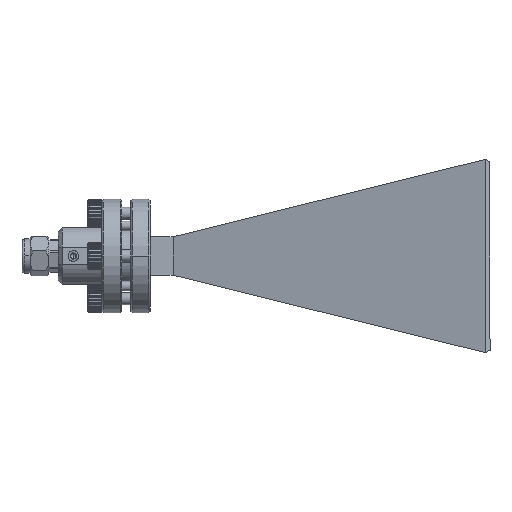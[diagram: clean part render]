
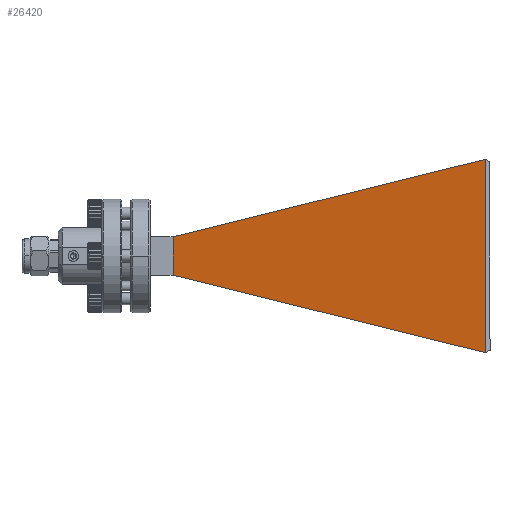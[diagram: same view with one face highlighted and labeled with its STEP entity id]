
A CAD part, front view. The second image highlights one B-rep face of the part: STEP entity #26420.
In plain terms, the highlighted planar face has unit normal (-0.204, -0.979, 0).
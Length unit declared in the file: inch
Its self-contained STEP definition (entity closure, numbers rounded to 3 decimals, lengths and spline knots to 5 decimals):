
#187 = ORIENTED_EDGE ( 'NONE', *, *, #30604, .T. ) ;
#1455 = CARTESIAN_POINT ( 'NONE',  ( -0.73538, -0.2312, -0.11266 ) ) ;
#1503 = CARTESIAN_POINT ( 'NONE',  ( 1.32525, -0.66157, 0.01434 ) ) ;
#3247 = DIRECTION ( 'NONE',  ( -0.204, -0.979, 0. ) ) ;
#4463 = CARTESIAN_POINT ( 'NONE',  ( 1.32525, -0.66157, -0.62338 ) ) ;
#5982 = CARTESIAN_POINT ( 'NONE',  ( 1.02256, -0.59835, 0.01434 ) ) ;
#7456 = CARTESIAN_POINT ( 'NONE',  ( 1.32525, -0.66157, 0.65206 ) ) ;
#7779 = AXIS2_PLACEMENT_3D ( 'NONE', #5982, #3247, #17880 ) ;
#8685 = ORIENTED_EDGE ( 'NONE', *, *, #29387, .T. ) ;
#9995 = CARTESIAN_POINT ( 'NONE',  ( -0.73538, -0.2312, 0.01434 ) ) ;
#10446 = LINE ( 'NONE', #9995, #25645 ) ;
#14339 = FACE_OUTER_BOUND ( 'NONE', #33083, .T. ) ;
#14658 = CARTESIAN_POINT ( 'NONE',  ( -0.73538, -0.2312, -0.11266 ) ) ;
#15215 = VECTOR ( 'NONE', #15673, 39.37008 ) ;
#15673 = DIRECTION ( 'NONE',  ( 0., 0., 1. ) ) ;
#16292 = DIRECTION ( 'NONE',  ( 0., 0., -1. ) ) ;
#17880 = DIRECTION ( 'NONE',  ( 0.979, -0.204, 0. ) ) ;
#18921 = ORIENTED_EDGE ( 'NONE', *, *, #26704, .T. ) ;
#20300 = VERTEX_POINT ( 'NONE', #4463 ) ;
#21161 = VECTOR ( 'NONE', #21707, 39.37008 ) ;
#21707 = DIRECTION ( 'NONE',  ( 0.951, -0.199, -0.236 ) ) ;
#22289 = CARTESIAN_POINT ( 'NONE',  ( 1.32525, -0.66157, 0.65206 ) ) ;
#22877 = LINE ( 'NONE', #22289, #23317 ) ;
#23317 = VECTOR ( 'NONE', #36919, 39.37008 ) ;
#25645 = VECTOR ( 'NONE', #16292, 39.37008 ) ;
#26341 = CARTESIAN_POINT ( 'NONE',  ( -0.73538, -0.2312, 0.14134 ) ) ;
#26420 = ADVANCED_FACE ( 'NONE', ( #14339 ), #28816, .T. ) ;
#26704 = EDGE_CURVE ( 'NONE', #29371, #27245, #22877, .T. ) ;
#27145 = ORIENTED_EDGE ( 'NONE', *, *, #33749, .T. ) ;
#27245 = VERTEX_POINT ( 'NONE', #26341 ) ;
#27646 = LINE ( 'NONE', #1503, #15215 ) ;
#28816 = PLANE ( 'NONE',  #7779 ) ;
#29371 = VERTEX_POINT ( 'NONE', #7456 ) ;
#29387 = EDGE_CURVE ( 'NONE', #27245, #31785, #10446, .T. ) ;
#30604 = EDGE_CURVE ( 'NONE', #31785, #20300, #36786, .T. ) ;
#31785 = VERTEX_POINT ( 'NONE', #14658 ) ;
#33083 = EDGE_LOOP ( 'NONE', ( #18921, #8685, #187, #27145 ) ) ;
#33749 = EDGE_CURVE ( 'NONE', #20300, #29371, #27646, .T. ) ;
#36786 = LINE ( 'NONE', #1455, #21161 ) ;
#36919 = DIRECTION ( 'NONE',  ( -0.951, 0.199, -0.236 ) ) ;
